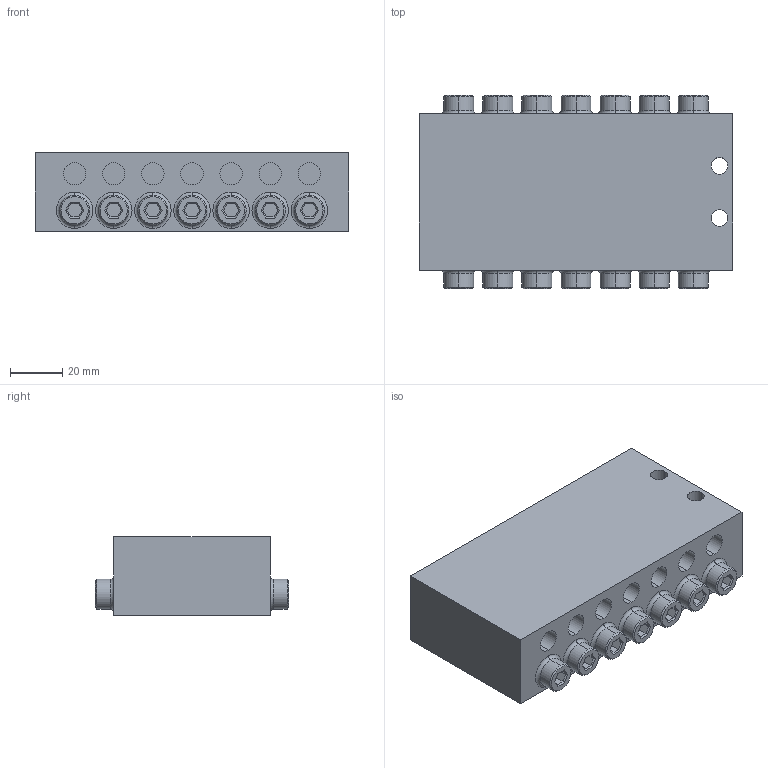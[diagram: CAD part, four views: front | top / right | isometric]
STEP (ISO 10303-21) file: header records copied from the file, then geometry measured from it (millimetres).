
FILE_DESCRIPTION (( 'STEP AP203' ), '1' );
FILE_NAME ('ASV14.STEP', '2020-04-18T01:39:55', ( '个人用户' ), ( '微软中国' ), 'SwSTEP 2.0', 'SolidWorks 2018', '' );
FILE_SCHEMA (( 'CONFIG_CONTROL_DESIGN' ));
Length unit declared in the file: millimetre
Products named in the file (1): ASV14
Bounding box: 120 x 74 x 30 mm (x, y, z)
Volume: 210960.8 mm3; surface area: 36103.1 mm2
Topology: 1 solids, 1 shells, 338 faces, 736 edges, 444 vertices
Faces by surface type: plane 218, cylinder 64, cone 28, torus 28
Entity records: 9137 total; most frequent: DIRECTION 1626, CARTESIAN_POINT 1519, ORIENTED_EDGE 1472, EDGE_CURVE 736, AXIS2_PLACEMENT_3D 551, LINE 524, VECTOR 524, VERTEX_POINT 444
